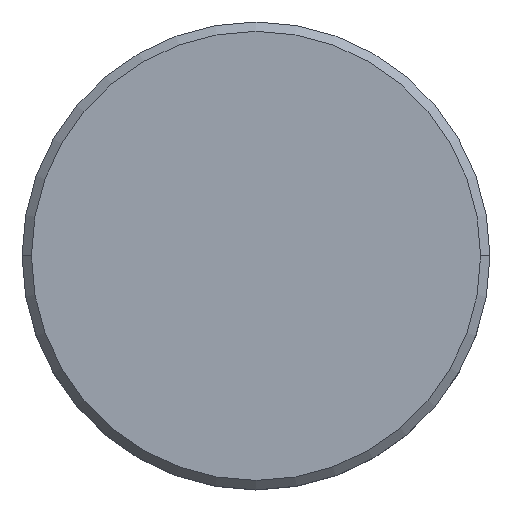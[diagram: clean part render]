
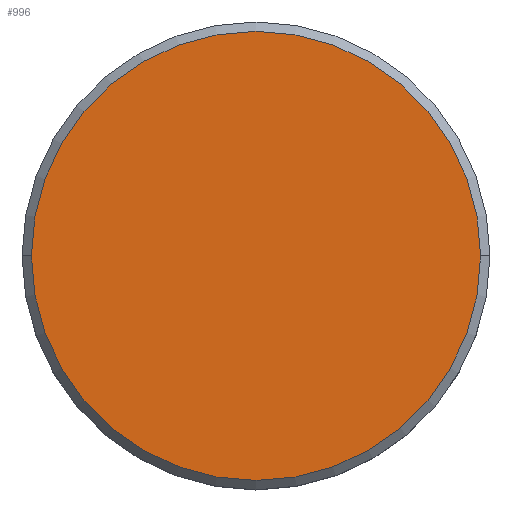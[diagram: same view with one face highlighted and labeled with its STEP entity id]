
A CAD part, top view. The second image highlights one B-rep face of the part: STEP entity #996.
In plain terms, the highlighted planar face has unit normal (0, 0, 1).
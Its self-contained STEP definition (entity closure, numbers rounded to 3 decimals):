
#17 = AXIS2_PLACEMENT_3D ( 'NONE', #1085, #529, #622 ) ;
#84 = DIRECTION ( 'NONE',  ( 1., 0., 0. ) ) ;
#100 = VERTEX_POINT ( 'NONE', #1154 ) ;
#108 = DIRECTION ( 'NONE',  ( 0., 0., 1. ) ) ;
#159 = ORIENTED_EDGE ( 'NONE', *, *, #786, .T. ) ;
#193 = FACE_OUTER_BOUND ( 'NONE', #233, .T. ) ;
#233 = EDGE_LOOP ( 'NONE', ( #624, #159 ) ) ;
#301 = CIRCLE ( 'NONE', #17, 12. ) ;
#302 = CARTESIAN_POINT ( 'NONE',  ( 0., 0., 0. ) ) ;
#350 = CARTESIAN_POINT ( 'NONE',  ( 0., 0., 0. ) ) ;
#395 = PLANE ( 'NONE',  #513 ) ;
#513 = AXIS2_PLACEMENT_3D ( 'NONE', #302, #108, #926 ) ;
#529 = DIRECTION ( 'NONE',  ( 0., 0., 1. ) ) ;
#538 = DIRECTION ( 'NONE',  ( 0., 0., 1. ) ) ;
#612 = CARTESIAN_POINT ( 'NONE',  ( 12., 0., 0. ) ) ;
#622 = DIRECTION ( 'NONE',  ( 1., 0., 0. ) ) ;
#624 = ORIENTED_EDGE ( 'NONE', *, *, #880, .T. ) ;
#786 = EDGE_CURVE ( 'NONE', #846, #100, #1046, .T. ) ;
#846 = VERTEX_POINT ( 'NONE', #612 ) ;
#858 = AXIS2_PLACEMENT_3D ( 'NONE', #350, #538, #84 ) ;
#880 = EDGE_CURVE ( 'NONE', #100, #846, #301, .T. ) ;
#926 = DIRECTION ( 'NONE',  ( 1., 0., 0. ) ) ;
#996 = ADVANCED_FACE ( 'NONE', ( #193 ), #395, .T. ) ;
#1046 = CIRCLE ( 'NONE', #858, 12. ) ;
#1085 = CARTESIAN_POINT ( 'NONE',  ( 0., 0., 0. ) ) ;
#1154 = CARTESIAN_POINT ( 'NONE',  ( -12., 0., 0. ) ) ;
